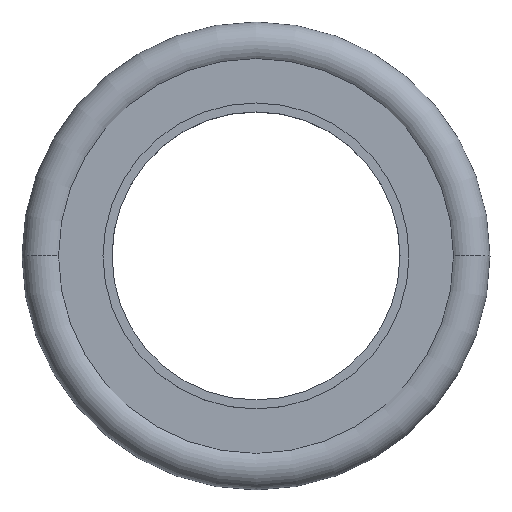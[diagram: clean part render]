
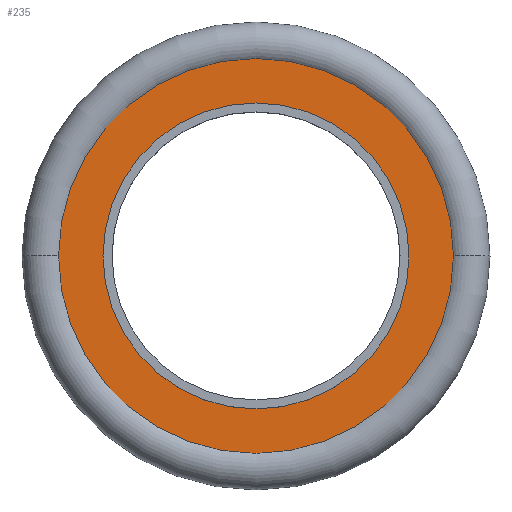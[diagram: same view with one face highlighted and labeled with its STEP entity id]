
A CAD part, top view. The second image highlights one B-rep face of the part: STEP entity #235.
In plain terms, the highlighted planar face has unit normal (0, 0, 1).
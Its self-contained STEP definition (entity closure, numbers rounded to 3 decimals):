
#13 = VERTEX_POINT ( 'NONE', #65 ) ;
#16 = EDGE_CURVE ( 'NONE', #580, #13, #367, .T. ) ;
#65 = CARTESIAN_POINT ( 'NONE',  ( -21.944, 0., 1.95 ) ) ;
#136 = CARTESIAN_POINT ( 'NONE',  ( 0., 0., 1.95 ) ) ;
#138 = CARTESIAN_POINT ( 'NONE',  ( 17., 0., 1.95 ) ) ;
#151 = DIRECTION ( 'NONE',  ( 1., 0., 0. ) ) ;
#177 = FACE_BOUND ( 'NONE', #283, .T. ) ;
#212 = DIRECTION ( 'NONE',  ( 0., 0., 1. ) ) ;
#235 = ADVANCED_FACE ( 'NONE', ( #177, #265 ), #440, .F. ) ;
#254 = CARTESIAN_POINT ( 'NONE',  ( 0., 0., 1.95 ) ) ;
#265 = FACE_OUTER_BOUND ( 'NONE', #938, .T. ) ;
#275 = DIRECTION ( 'NONE',  ( 0., 0., 1. ) ) ;
#283 = EDGE_LOOP ( 'NONE', ( #962, #396 ) ) ;
#301 = CARTESIAN_POINT ( 'NONE',  ( 0., 0., 1.95 ) ) ;
#303 = DIRECTION ( 'NONE',  ( 0., 0., 1. ) ) ;
#311 = DIRECTION ( 'NONE',  ( 1., 0., 0. ) ) ;
#337 = DIRECTION ( 'NONE',  ( 1., 0., 0. ) ) ;
#349 = DIRECTION ( 'NONE',  ( -1., 0., 0. ) ) ;
#367 = CIRCLE ( 'NONE', #659, 21.944 ) ;
#396 = ORIENTED_EDGE ( 'NONE', *, *, #455, .F. ) ;
#399 = CARTESIAN_POINT ( 'NONE',  ( 21.944, 0., 1.95 ) ) ;
#412 = EDGE_CURVE ( 'NONE', #710, #797, #570, .T. ) ;
#425 = ORIENTED_EDGE ( 'NONE', *, *, #16, .T. ) ;
#440 = PLANE ( 'NONE',  #966 ) ;
#455 = EDGE_CURVE ( 'NONE', #797, #710, #825, .T. ) ;
#561 = AXIS2_PLACEMENT_3D ( 'NONE', #301, #303, #311 ) ;
#570 = CIRCLE ( 'NONE', #871, 17. ) ;
#580 = VERTEX_POINT ( 'NONE', #399 ) ;
#637 = DIRECTION ( 'NONE',  ( 0., 0., -1. ) ) ;
#659 = AXIS2_PLACEMENT_3D ( 'NONE', #136, #212, #151 ) ;
#710 = VERTEX_POINT ( 'NONE', #138 ) ;
#783 = CARTESIAN_POINT ( 'NONE',  ( 0., 0., 1.95 ) ) ;
#787 = DIRECTION ( 'NONE',  ( 0., 0., 1. ) ) ;
#791 = DIRECTION ( 'NONE',  ( 1., 0., 0. ) ) ;
#797 = VERTEX_POINT ( 'NONE', #922 ) ;
#822 = ORIENTED_EDGE ( 'NONE', *, *, #971, .T. ) ;
#825 = CIRCLE ( 'NONE', #946, 17. ) ;
#871 = AXIS2_PLACEMENT_3D ( 'NONE', #783, #787, #791 ) ;
#900 = CIRCLE ( 'NONE', #561, 21.944 ) ;
#922 = CARTESIAN_POINT ( 'NONE',  ( -17., 0., 1.95 ) ) ;
#938 = EDGE_LOOP ( 'NONE', ( #425, #822 ) ) ;
#946 = AXIS2_PLACEMENT_3D ( 'NONE', #254, #275, #337 ) ;
#954 = CARTESIAN_POINT ( 'NONE',  ( -21.944, 0., 1.95 ) ) ;
#962 = ORIENTED_EDGE ( 'NONE', *, *, #412, .F. ) ;
#966 = AXIS2_PLACEMENT_3D ( 'NONE', #954, #637, #349 ) ;
#971 = EDGE_CURVE ( 'NONE', #13, #580, #900, .T. ) ;
